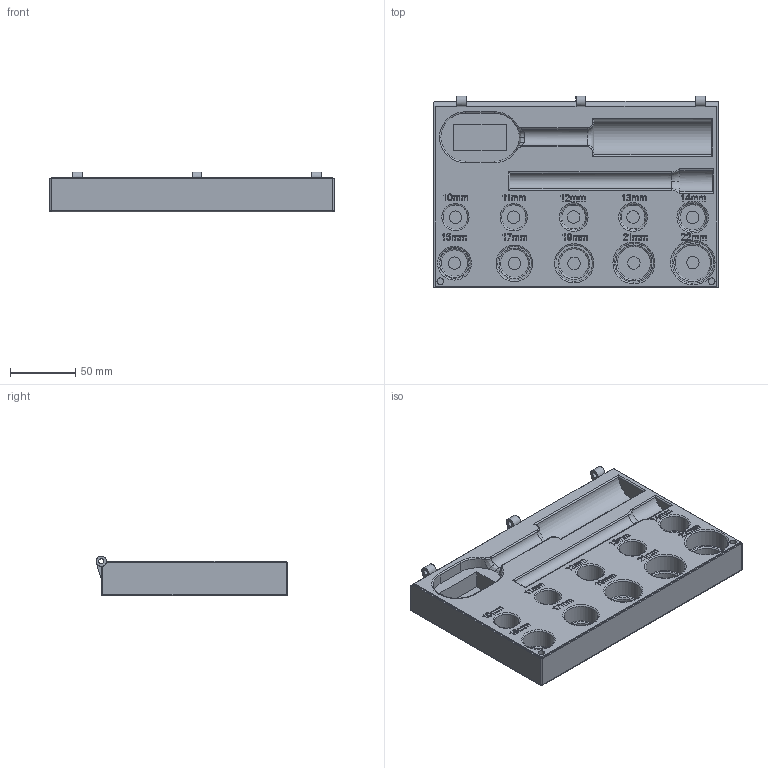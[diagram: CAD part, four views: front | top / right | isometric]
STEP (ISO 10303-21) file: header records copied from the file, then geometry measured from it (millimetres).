
FILE_DESCRIPTION(('HOOPS Exchange Step'),'2;1');
FILE_NAME('063-bottom-v3.stp','2024-09-02T11:37:38+07:00',('nguye'),('Unknown organisation'),'HOOPS Exchange 2023.2','HOOPS Exchange','Unknown authorisation');
FILE_SCHEMA( ('AP203_CONFIGURATION_CONTROLLED_3D_DESIGN_OF_MECHANICAL_PARTS_AND_ASSEMBLIES_MIM_LF') );
Length unit declared in the file: millimetre
Products named in the file (1): Bottom Body.001
Bounding box: 217.49 x 146.67 x 30.5 mm (x, y, z)
Volume: 655967 mm3; surface area: 106741.6 mm2
Topology: 1 solids, 1 shells, 1161 faces, 3255 edges, 2166 vertices
Faces by surface type: bspline 536, plane 517, cylinder 78, torus 26, sphere 4
Full cylindrical faces by diameter (mm): 4 x3, 5.1 x2, 9.5 x10, 18.3 x2, 18.8 x1, 18.9 x1, 19.5 x1, 20 x2, 20.3 x1, 21.5 x1, 22 x1, 22.3 x1, 24 x1, 25.5 x1, 26 x1, 27 x1, 28 x1, 30 x1, 32 x1
Entity records: 44033 total; most frequent: CARTESIAN_POINT 17591, ORIENTED_EDGE 6502, DIRECTION 3663, EDGE_CURVE 3251, VERTEX_POINT 2166, VECTOR 1905, LINE 1905, EDGE_LOOP 1241
